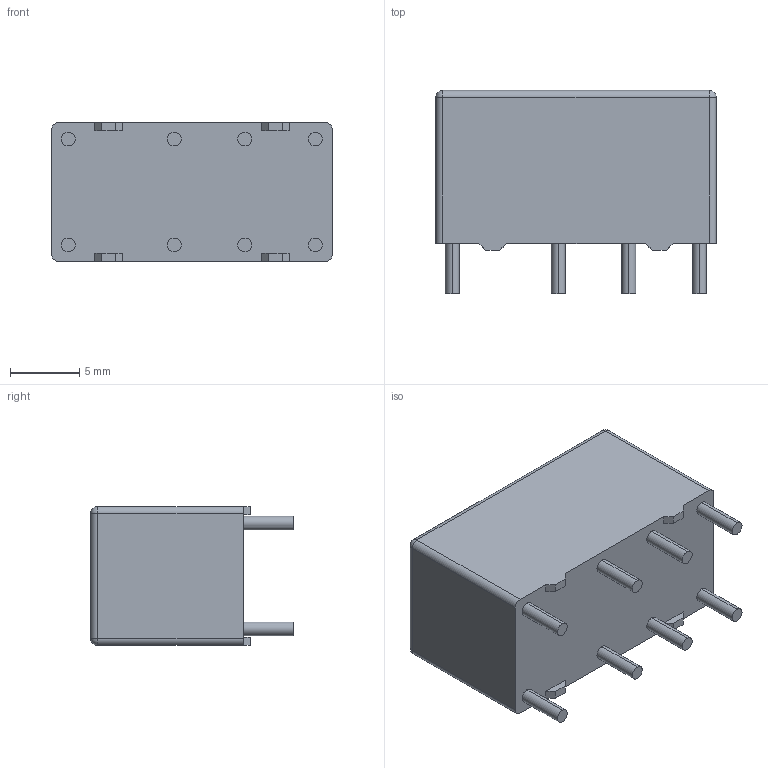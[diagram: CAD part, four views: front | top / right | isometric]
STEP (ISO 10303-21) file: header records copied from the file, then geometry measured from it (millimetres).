
FILE_DESCRIPTION (( 'STEP AP214' ), '1' );
FILE_NAME ('HFD27_005-S.STEP', '2024-03-07T04:19:25', ( '' ), ( '' ), 'SwSTEP 2.0', 'SolidWorks 2022', '' );
FILE_SCHEMA (( 'AUTOMOTIVE_DESIGN' ));
Length unit declared in the file: millimetre
Products named in the file (1): HFD27_005-S
Bounding box: 20.2 x 14.6 x 10 mm (x, y, z)
Volume: 2240.9 mm3; surface area: 1155.7 mm2
Topology: 9 solids, 9 shells, 66 faces, 136 edges, 84 vertices
Faces by surface type: plane 38, cylinder 24, sphere 4
Entity records: 1814 total; most frequent: DIRECTION 314, CARTESIAN_POINT 283, ORIENTED_EDGE 264, EDGE_CURVE 132, AXIS2_PLACEMENT_3D 115, VERTEX_POINT 84, VECTOR 84, LINE 84
